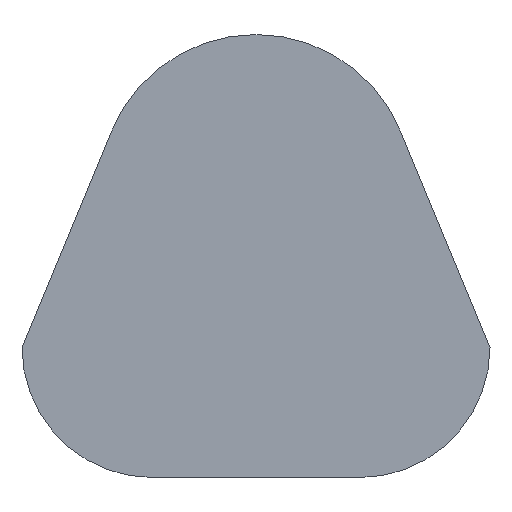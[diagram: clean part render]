
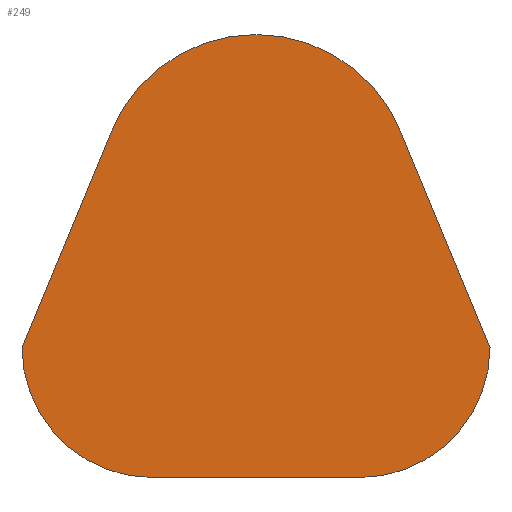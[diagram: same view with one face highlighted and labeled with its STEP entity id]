
A CAD part, front view. The second image highlights one B-rep face of the part: STEP entity #249.
In plain terms, the highlighted planar face has unit normal (0, -1, 0).
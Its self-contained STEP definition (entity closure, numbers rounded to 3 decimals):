
#9 = LINE ( 'NONE', #211, #894 ) ;
#10 = ORIENTED_EDGE ( 'NONE', *, *, #434, .F. ) ;
#24 = VERTEX_POINT ( 'NONE', #198 ) ;
#27 = VECTOR ( 'NONE', #619, 1000. ) ;
#38 = CARTESIAN_POINT ( 'NONE',  ( -17.959, 0., 0. ) ) ;
#50 = AXIS2_PLACEMENT_3D ( 'NONE', #845, #247, #626 ) ;
#68 = CARTESIAN_POINT ( 'NONE',  ( 0., 0., 0. ) ) ;
#78 = ORIENTED_EDGE ( 'NONE', *, *, #193, .F. ) ;
#100 = EDGE_CURVE ( 'NONE', #162, #24, #889, .T. ) ;
#123 = CARTESIAN_POINT ( 'NONE',  ( -7.969, 0., -12.01 ) ) ;
#125 = CIRCLE ( 'NONE', #548, 9.99 ) ;
#148 = CARTESIAN_POINT ( 'NONE',  ( 7.969, 0., -22. ) ) ;
#153 = VERTEX_POINT ( 'NONE', #176 ) ;
#162 = VERTEX_POINT ( 'NONE', #402 ) ;
#168 = CARTESIAN_POINT ( 'NONE',  ( 17.959, 0., 0. ) ) ;
#176 = CARTESIAN_POINT ( 'NONE',  ( 17.959, 0., -12.01 ) ) ;
#187 = CARTESIAN_POINT ( 'NONE',  ( 17.959, 0., -12. ) ) ;
#193 = EDGE_CURVE ( 'NONE', #511, #738, #323, .T. ) ;
#198 = CARTESIAN_POINT ( 'NONE',  ( -17.959, 0., -12. ) ) ;
#209 = AXIS2_PLACEMENT_3D ( 'NONE', #123, #408, #703 ) ;
#211 = CARTESIAN_POINT ( 'NONE',  ( 11.087, 0., 4.592 ) ) ;
#240 = CARTESIAN_POINT ( 'NONE',  ( -7.969, 0., -22. ) ) ;
#247 = DIRECTION ( 'NONE',  ( 0., 1., 0. ) ) ;
#249 = ADVANCED_FACE ( 'NONE', ( #314 ), #259, .F. ) ;
#252 = CARTESIAN_POINT ( 'NONE',  ( 0., 0., -22. ) ) ;
#259 = PLANE ( 'NONE',  #50 ) ;
#266 = ORIENTED_EDGE ( 'NONE', *, *, #535, .F. ) ;
#288 = EDGE_CURVE ( 'NONE', #153, #511, #125, .T. ) ;
#308 = VERTEX_POINT ( 'NONE', #187 ) ;
#312 = CIRCLE ( 'NONE', #858, 12. ) ;
#314 = FACE_OUTER_BOUND ( 'NONE', #342, .T. ) ;
#315 = EDGE_CURVE ( 'NONE', #633, #738, #622, .T. ) ;
#316 = DIRECTION ( 'NONE',  ( 0., 0., -1. ) ) ;
#323 = LINE ( 'NONE', #252, #407 ) ;
#325 = LINE ( 'NONE', #38, #744 ) ;
#342 = EDGE_LOOP ( 'NONE', ( #10, #816, #371, #851, #78, #563, #443, #266 ) ) ;
#367 = CARTESIAN_POINT ( 'NONE',  ( -17.959, 0., -12.01 ) ) ;
#371 = ORIENTED_EDGE ( 'NONE', *, *, #817, .T. ) ;
#377 = VECTOR ( 'NONE', #742, 1000. ) ;
#402 = CARTESIAN_POINT ( 'NONE',  ( -11.087, 0., 4.592 ) ) ;
#407 = VECTOR ( 'NONE', #867, 1000. ) ;
#408 = DIRECTION ( 'NONE',  ( 0., -1., 0. ) ) ;
#416 = DIRECTION ( 'NONE',  ( 0., 0., 1. ) ) ;
#430 = DIRECTION ( 'NONE',  ( 0.383, 0., -0.924 ) ) ;
#434 = EDGE_CURVE ( 'NONE', #162, #879, #312, .T. ) ;
#443 = ORIENTED_EDGE ( 'NONE', *, *, #694, .F. ) ;
#511 = VERTEX_POINT ( 'NONE', #148 ) ;
#521 = CARTESIAN_POINT ( 'NONE',  ( -11.087, 0., 4.592 ) ) ;
#535 = EDGE_CURVE ( 'NONE', #879, #308, #9, .T. ) ;
#548 = AXIS2_PLACEMENT_3D ( 'NONE', #914, #927, #766 ) ;
#563 = ORIENTED_EDGE ( 'NONE', *, *, #288, .F. ) ;
#619 = DIRECTION ( 'NONE',  ( 0., 0., -1. ) ) ;
#622 = CIRCLE ( 'NONE', #209, 9.99 ) ;
#626 = DIRECTION ( 'NONE',  ( 0., 0., 1. ) ) ;
#633 = VERTEX_POINT ( 'NONE', #367 ) ;
#636 = CARTESIAN_POINT ( 'NONE',  ( 11.087, 0., 4.592 ) ) ;
#694 = EDGE_CURVE ( 'NONE', #308, #153, #758, .T. ) ;
#703 = DIRECTION ( 'NONE',  ( 0., 0., 1. ) ) ;
#725 = DIRECTION ( 'NONE',  ( 0., 1., 0. ) ) ;
#738 = VERTEX_POINT ( 'NONE', #240 ) ;
#742 = DIRECTION ( 'NONE',  ( -0.383, 0., -0.924 ) ) ;
#744 = VECTOR ( 'NONE', #316, 1000. ) ;
#758 = LINE ( 'NONE', #168, #27 ) ;
#766 = DIRECTION ( 'NONE',  ( 0., 0., 1. ) ) ;
#816 = ORIENTED_EDGE ( 'NONE', *, *, #100, .T. ) ;
#817 = EDGE_CURVE ( 'NONE', #24, #633, #325, .T. ) ;
#845 = CARTESIAN_POINT ( 'NONE',  ( 0., 0., 0. ) ) ;
#851 = ORIENTED_EDGE ( 'NONE', *, *, #315, .T. ) ;
#858 = AXIS2_PLACEMENT_3D ( 'NONE', #68, #725, #416 ) ;
#867 = DIRECTION ( 'NONE',  ( -1., 0., 0. ) ) ;
#879 = VERTEX_POINT ( 'NONE', #636 ) ;
#889 = LINE ( 'NONE', #521, #377 ) ;
#894 = VECTOR ( 'NONE', #430, 1000. ) ;
#914 = CARTESIAN_POINT ( 'NONE',  ( 7.969, 0., -12.01 ) ) ;
#927 = DIRECTION ( 'NONE',  ( 0., 1., 0. ) ) ;
